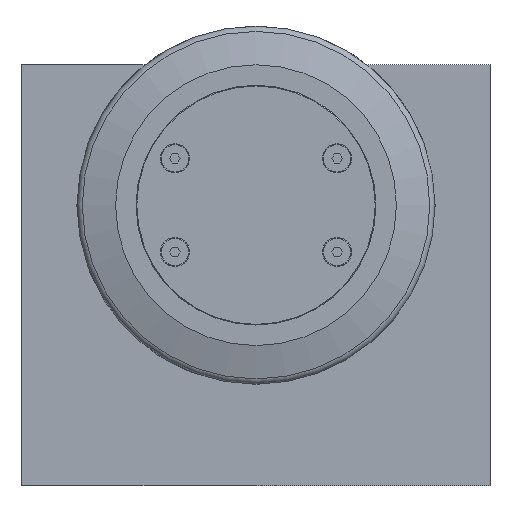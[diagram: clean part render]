
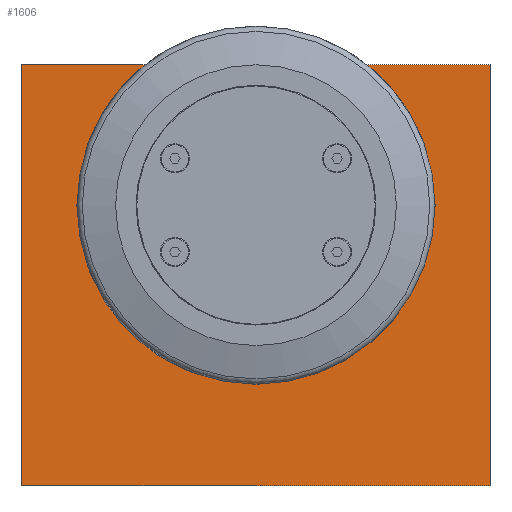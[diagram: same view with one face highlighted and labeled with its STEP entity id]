
A CAD part, front view. The second image highlights one B-rep face of the part: STEP entity #1606.
In plain terms, the highlighted planar face has unit normal (0, -1, 0).
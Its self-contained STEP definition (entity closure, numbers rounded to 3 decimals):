
#41=FACE_BOUND('',#312,.T.);
#108=CIRCLE('',#1768,51.);
#207=FACE_OUTER_BOUND('',#311,.T.);
#311=EDGE_LOOP('',(#1325,#1326,#1327,#1328));
#312=EDGE_LOOP('',(#1329));
#442=LINE('',#2628,#594);
#443=LINE('',#2630,#595);
#444=LINE('',#2632,#596);
#445=LINE('',#2633,#597);
#594=VECTOR('',#2141,10.);
#595=VECTOR('',#2142,10.);
#596=VECTOR('',#2143,10.);
#597=VECTOR('',#2144,10.);
#754=VERTEX_POINT('',#2622);
#755=VERTEX_POINT('',#2626);
#756=VERTEX_POINT('',#2627);
#757=VERTEX_POINT('',#2629);
#758=VERTEX_POINT('',#2631);
#954=EDGE_CURVE('',#754,#754,#108,.T.);
#955=EDGE_CURVE('',#755,#756,#442,.T.);
#956=EDGE_CURVE('',#757,#756,#443,.T.);
#957=EDGE_CURVE('',#758,#757,#444,.T.);
#958=EDGE_CURVE('',#758,#755,#445,.T.);
#1325=ORIENTED_EDGE('',*,*,#955,.T.);
#1326=ORIENTED_EDGE('',*,*,#956,.F.);
#1327=ORIENTED_EDGE('',*,*,#957,.F.);
#1328=ORIENTED_EDGE('',*,*,#958,.T.);
#1329=ORIENTED_EDGE('',*,*,#954,.T.);
#1524=PLANE('',#1769);
#1606=ADVANCED_FACE('',(#207,#41),#1524,.T.);
#1768=AXIS2_PLACEMENT_3D('',#2624,#2137,#2138);
#1769=AXIS2_PLACEMENT_3D('',#2625,#2139,#2140);
#2137=DIRECTION('center_axis',(0.,1.,0.));
#2138=DIRECTION('ref_axis',(-1.,0.,0.));
#2139=DIRECTION('center_axis',(0.,-1.,0.));
#2140=DIRECTION('ref_axis',(0.,0.,-1.));
#2141=DIRECTION('',(0.,0.,1.));
#2142=DIRECTION('',(1.,0.,0.));
#2143=DIRECTION('',(0.,0.,1.));
#2144=DIRECTION('',(1.,0.,0.));
#2622=CARTESIAN_POINT('',(151.,0.,120.));
#2624=CARTESIAN_POINT('Origin',(100.,0.,120.));
#2625=CARTESIAN_POINT('Origin',(0.,0.,0.));
#2626=CARTESIAN_POINT('',(200.,0.,0.));
#2627=CARTESIAN_POINT('',(200.,0.,180.));
#2628=CARTESIAN_POINT('',(200.,0.,0.));
#2629=CARTESIAN_POINT('',(0.,0.,180.));
#2630=CARTESIAN_POINT('',(0.,0.,180.));
#2631=CARTESIAN_POINT('',(0.,0.,0.));
#2632=CARTESIAN_POINT('',(0.,0.,0.));
#2633=CARTESIAN_POINT('',(0.,0.,0.));
